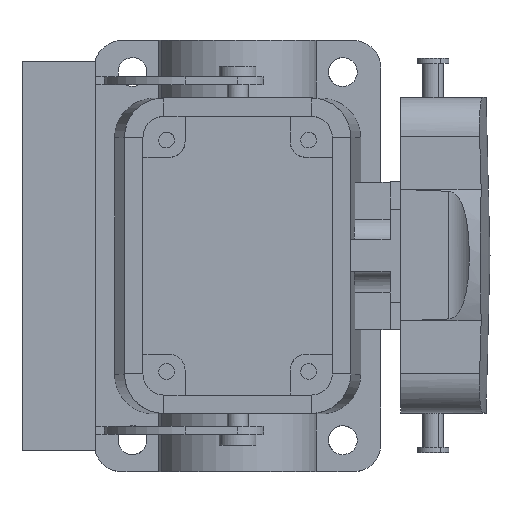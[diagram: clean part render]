
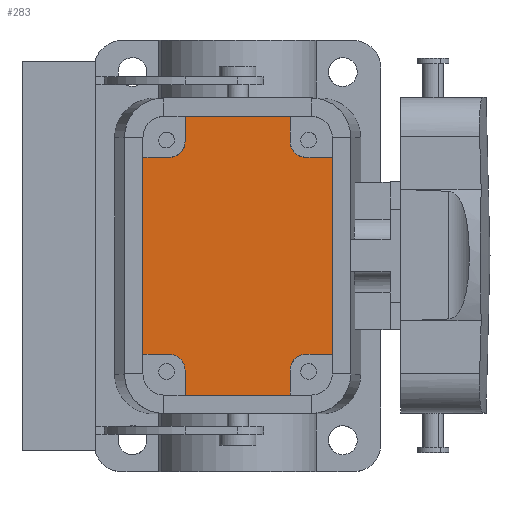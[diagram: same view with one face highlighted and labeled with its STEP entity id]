
A CAD part, top view. The second image highlights one B-rep face of the part: STEP entity #283.
In plain terms, the highlighted planar face has unit normal (0, 0, 1).
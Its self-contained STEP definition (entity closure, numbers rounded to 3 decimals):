
#124=AXIS2_PLACEMENT_3D('Plane Axis2P3D',#121,#122,#123) ;
#36=CARTESIAN_POINT('Line Origine',(41.,67.5,5.5)) ;
#40=CARTESIAN_POINT('Vertex',(51.,67.5,5.5)) ;
#42=CARTESIAN_POINT('Vertex',(31.,67.5,5.5)) ;
#121=CARTESIAN_POINT('Axis2P3D Location',(41.,41.,5.5)) ;
#127=CARTESIAN_POINT('Control Point',(28.,22.25,5.5)) ;
#128=CARTESIAN_POINT('Control Point',(28.339,22.25,5.5)) ;
#129=CARTESIAN_POINT('Control Point',(28.679,22.202,5.5)) ;
#130=CARTESIAN_POINT('Control Point',(29.009,22.106,5.5)) ;
#131=CARTESIAN_POINT('Control Point',(29.634,21.823,5.5)) ;
#132=CARTESIAN_POINT('Control Point',(30.155,21.378,5.5)) ;
#133=CARTESIAN_POINT('Control Point',(30.383,21.12,5.5)) ;
#134=CARTESIAN_POINT('Control Point',(30.717,20.611,5.5)) ;
#135=CARTESIAN_POINT('Control Point',(30.913,20.037,5.5)) ;
#136=CARTESIAN_POINT('Control Point',(30.971,19.777,5.5)) ;
#137=CARTESIAN_POINT('Control Point',(31.,19.514,5.5)) ;
#138=CARTESIAN_POINT('Control Point',(31.,19.25,5.5)) ;
#139=CARTESIAN_POINT('Vertex',(31.,19.25,5.5)) ;
#141=CARTESIAN_POINT('Vertex',(28.,22.25,5.5)) ;
#144=CARTESIAN_POINT('Line Origine',(31.,16.875,5.5)) ;
#148=CARTESIAN_POINT('Vertex',(31.,14.5,5.5)) ;
#151=CARTESIAN_POINT('Line Origine',(41.,14.5,5.5)) ;
#155=CARTESIAN_POINT('Vertex',(51.,14.5,5.5)) ;
#158=CARTESIAN_POINT('Line Origine',(51.,16.875,5.5)) ;
#162=CARTESIAN_POINT('Vertex',(51.,19.25,5.5)) ;
#166=CARTESIAN_POINT('Control Point',(51.,19.25,5.5)) ;
#167=CARTESIAN_POINT('Control Point',(51.,19.589,5.5)) ;
#168=CARTESIAN_POINT('Control Point',(51.048,19.929,5.5)) ;
#169=CARTESIAN_POINT('Control Point',(51.144,20.259,5.5)) ;
#170=CARTESIAN_POINT('Control Point',(51.427,20.884,5.5)) ;
#171=CARTESIAN_POINT('Control Point',(51.872,21.405,5.5)) ;
#172=CARTESIAN_POINT('Control Point',(52.13,21.633,5.5)) ;
#173=CARTESIAN_POINT('Control Point',(52.639,21.967,5.5)) ;
#174=CARTESIAN_POINT('Control Point',(53.213,22.163,5.5)) ;
#175=CARTESIAN_POINT('Control Point',(53.473,22.221,5.5)) ;
#176=CARTESIAN_POINT('Control Point',(53.736,22.25,5.5)) ;
#177=CARTESIAN_POINT('Control Point',(54.,22.25,5.5)) ;
#178=CARTESIAN_POINT('Vertex',(54.,22.25,5.5)) ;
#181=CARTESIAN_POINT('Line Origine',(56.5,22.25,5.5)) ;
#185=CARTESIAN_POINT('Vertex',(59.,22.25,5.5)) ;
#188=CARTESIAN_POINT('Line Origine',(59.,41.,5.5)) ;
#192=CARTESIAN_POINT('Vertex',(59.,59.75,5.5)) ;
#195=CARTESIAN_POINT('Line Origine',(56.5,59.75,5.5)) ;
#199=CARTESIAN_POINT('Vertex',(54.,59.75,5.5)) ;
#203=CARTESIAN_POINT('Control Point',(54.,59.75,5.5)) ;
#204=CARTESIAN_POINT('Control Point',(53.661,59.75,5.5)) ;
#205=CARTESIAN_POINT('Control Point',(53.321,59.798,5.5)) ;
#206=CARTESIAN_POINT('Control Point',(52.991,59.894,5.5)) ;
#207=CARTESIAN_POINT('Control Point',(52.366,60.177,5.5)) ;
#208=CARTESIAN_POINT('Control Point',(51.845,60.622,5.5)) ;
#209=CARTESIAN_POINT('Control Point',(51.617,60.88,5.5)) ;
#210=CARTESIAN_POINT('Control Point',(51.283,61.389,5.5)) ;
#211=CARTESIAN_POINT('Control Point',(51.087,61.963,5.5)) ;
#212=CARTESIAN_POINT('Control Point',(51.029,62.223,5.5)) ;
#213=CARTESIAN_POINT('Control Point',(51.,62.486,5.5)) ;
#214=CARTESIAN_POINT('Control Point',(51.,62.75,5.5)) ;
#215=CARTESIAN_POINT('Vertex',(51.,62.75,5.5)) ;
#218=CARTESIAN_POINT('Line Origine',(51.,65.125,5.5)) ;
#223=CARTESIAN_POINT('Line Origine',(31.,65.125,5.5)) ;
#227=CARTESIAN_POINT('Vertex',(31.,62.75,5.5)) ;
#231=CARTESIAN_POINT('Control Point',(31.,62.75,5.5)) ;
#232=CARTESIAN_POINT('Control Point',(31.,62.411,5.5)) ;
#233=CARTESIAN_POINT('Control Point',(30.952,62.071,5.5)) ;
#234=CARTESIAN_POINT('Control Point',(30.856,61.741,5.5)) ;
#235=CARTESIAN_POINT('Control Point',(30.573,61.116,5.5)) ;
#236=CARTESIAN_POINT('Control Point',(30.128,60.595,5.5)) ;
#237=CARTESIAN_POINT('Control Point',(29.87,60.367,5.5)) ;
#238=CARTESIAN_POINT('Control Point',(29.361,60.033,5.5)) ;
#239=CARTESIAN_POINT('Control Point',(28.787,59.837,5.5)) ;
#240=CARTESIAN_POINT('Control Point',(28.527,59.779,5.5)) ;
#241=CARTESIAN_POINT('Control Point',(28.264,59.75,5.5)) ;
#242=CARTESIAN_POINT('Control Point',(28.,59.75,5.5)) ;
#243=CARTESIAN_POINT('Vertex',(28.,59.75,5.5)) ;
#246=CARTESIAN_POINT('Line Origine',(25.5,59.75,5.5)) ;
#250=CARTESIAN_POINT('Vertex',(23.,59.75,5.5)) ;
#253=CARTESIAN_POINT('Line Origine',(23.,41.,5.5)) ;
#257=CARTESIAN_POINT('Vertex',(23.,22.25,5.5)) ;
#260=CARTESIAN_POINT('Line Origine',(25.5,22.25,5.5)) ;
#37=DIRECTION('Vector Direction',(-1.,0.,0.)) ;
#122=DIRECTION('Axis2P3D Direction',(-0.,0.,1.)) ;
#123=DIRECTION('Axis2P3D XDirection',(0.,-1.,0.)) ;
#145=DIRECTION('Vector Direction',(0.,-1.,0.)) ;
#152=DIRECTION('Vector Direction',(1.,0.,0.)) ;
#159=DIRECTION('Vector Direction',(0.,-1.,0.)) ;
#182=DIRECTION('Vector Direction',(-1.,0.,0.)) ;
#189=DIRECTION('Vector Direction',(0.,-1.,0.)) ;
#196=DIRECTION('Vector Direction',(-1.,0.,0.)) ;
#219=DIRECTION('Vector Direction',(0.,1.,0.)) ;
#224=DIRECTION('Vector Direction',(0.,1.,0.)) ;
#247=DIRECTION('Vector Direction',(1.,0.,0.)) ;
#254=DIRECTION('Vector Direction',(0.,1.,0.)) ;
#261=DIRECTION('Vector Direction',(1.,0.,0.)) ;
#38=VECTOR('Line Direction',#37,1.) ;
#146=VECTOR('Line Direction',#145,1.) ;
#153=VECTOR('Line Direction',#152,1.) ;
#160=VECTOR('Line Direction',#159,1.) ;
#183=VECTOR('Line Direction',#182,1.) ;
#190=VECTOR('Line Direction',#189,1.) ;
#197=VECTOR('Line Direction',#196,1.) ;
#220=VECTOR('Line Direction',#219,1.) ;
#225=VECTOR('Line Direction',#224,1.) ;
#248=VECTOR('Line Direction',#247,1.) ;
#255=VECTOR('Line Direction',#254,1.) ;
#262=VECTOR('Line Direction',#261,1.) ;
#266=ORIENTED_EDGE('',*,*,#143,.F.) ;
#267=ORIENTED_EDGE('',*,*,#150,.T.) ;
#268=ORIENTED_EDGE('',*,*,#157,.T.) ;
#269=ORIENTED_EDGE('',*,*,#164,.F.) ;
#270=ORIENTED_EDGE('',*,*,#180,.F.) ;
#271=ORIENTED_EDGE('',*,*,#187,.F.) ;
#272=ORIENTED_EDGE('',*,*,#194,.T.) ;
#273=ORIENTED_EDGE('',*,*,#201,.T.) ;
#274=ORIENTED_EDGE('',*,*,#217,.F.) ;
#275=ORIENTED_EDGE('',*,*,#222,.T.) ;
#276=ORIENTED_EDGE('',*,*,#44,.T.) ;
#277=ORIENTED_EDGE('',*,*,#229,.F.) ;
#278=ORIENTED_EDGE('',*,*,#245,.F.) ;
#279=ORIENTED_EDGE('',*,*,#252,.F.) ;
#280=ORIENTED_EDGE('',*,*,#259,.T.) ;
#281=ORIENTED_EDGE('',*,*,#264,.T.) ;
#283=ADVANCED_FACE('Housing',(#282),#125,.T.) ;
#126=B_SPLINE_CURVE_WITH_KNOTS('',5,(#127,#128,#129,#130,#131,#132,#133,#134,#135,#136,#137,#138),.UNSPECIFIED.,.F.,.U.,(6,3,3,6),(0.,2.4,4.8,6.664),.UNSPECIFIED.) ;
#165=B_SPLINE_CURVE_WITH_KNOTS('',5,(#166,#167,#168,#169,#170,#171,#172,#173,#174,#175,#176,#177),.UNSPECIFIED.,.F.,.U.,(6,3,3,6),(0.,2.4,4.8,6.664),.UNSPECIFIED.) ;
#202=B_SPLINE_CURVE_WITH_KNOTS('',5,(#203,#204,#205,#206,#207,#208,#209,#210,#211,#212,#213,#214),.UNSPECIFIED.,.F.,.U.,(6,3,3,6),(0.,2.4,4.8,6.664),.UNSPECIFIED.) ;
#230=B_SPLINE_CURVE_WITH_KNOTS('',5,(#231,#232,#233,#234,#235,#236,#237,#238,#239,#240,#241,#242),.UNSPECIFIED.,.F.,.U.,(6,3,3,6),(0.,2.4,4.8,6.664),.UNSPECIFIED.) ;
#44=EDGE_CURVE('',#41,#43,#39,.T.) ;
#143=EDGE_CURVE('',#140,#142,#126,.F.) ;
#150=EDGE_CURVE('',#140,#149,#147,.T.) ;
#157=EDGE_CURVE('',#149,#156,#154,.T.) ;
#164=EDGE_CURVE('',#163,#156,#161,.T.) ;
#180=EDGE_CURVE('',#179,#163,#165,.F.) ;
#187=EDGE_CURVE('',#186,#179,#184,.T.) ;
#194=EDGE_CURVE('',#186,#193,#191,.F.) ;
#201=EDGE_CURVE('',#193,#200,#198,.T.) ;
#217=EDGE_CURVE('',#216,#200,#202,.F.) ;
#222=EDGE_CURVE('',#216,#41,#221,.T.) ;
#229=EDGE_CURVE('',#228,#43,#226,.T.) ;
#245=EDGE_CURVE('',#244,#228,#230,.F.) ;
#252=EDGE_CURVE('',#251,#244,#249,.T.) ;
#259=EDGE_CURVE('',#251,#258,#256,.F.) ;
#264=EDGE_CURVE('',#258,#142,#263,.T.) ;
#265=EDGE_LOOP('',(#266,#267,#268,#269,#270,#271,#272,#273,#274,#275,#276,#277,#278,#279,#280,#281)) ;
#282=FACE_OUTER_BOUND('',#265,.T.) ;
#39=LINE('Line',#36,#38) ;
#147=LINE('Line',#144,#146) ;
#154=LINE('Line',#151,#153) ;
#161=LINE('Line',#158,#160) ;
#184=LINE('Line',#181,#183) ;
#191=LINE('Line',#188,#190) ;
#198=LINE('Line',#195,#197) ;
#221=LINE('Line',#218,#220) ;
#226=LINE('Line',#223,#225) ;
#249=LINE('Line',#246,#248) ;
#256=LINE('Line',#253,#255) ;
#263=LINE('Line',#260,#262) ;
#125=PLANE('',#124) ;
#41=VERTEX_POINT('',#40) ;
#43=VERTEX_POINT('',#42) ;
#140=VERTEX_POINT('',#139) ;
#142=VERTEX_POINT('',#141) ;
#149=VERTEX_POINT('',#148) ;
#156=VERTEX_POINT('',#155) ;
#163=VERTEX_POINT('',#162) ;
#179=VERTEX_POINT('',#178) ;
#186=VERTEX_POINT('',#185) ;
#193=VERTEX_POINT('',#192) ;
#200=VERTEX_POINT('',#199) ;
#216=VERTEX_POINT('',#215) ;
#228=VERTEX_POINT('',#227) ;
#244=VERTEX_POINT('',#243) ;
#251=VERTEX_POINT('',#250) ;
#258=VERTEX_POINT('',#257) ;
